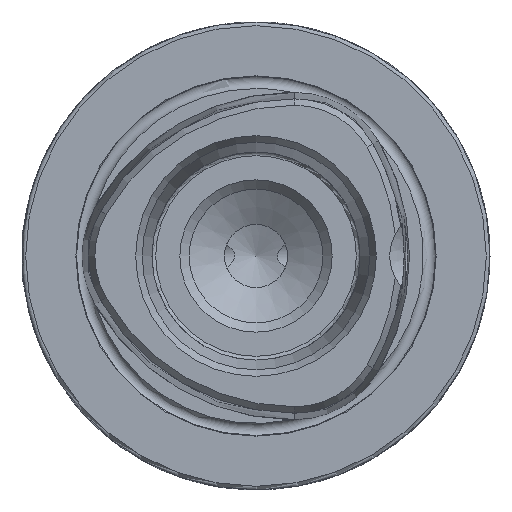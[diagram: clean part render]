
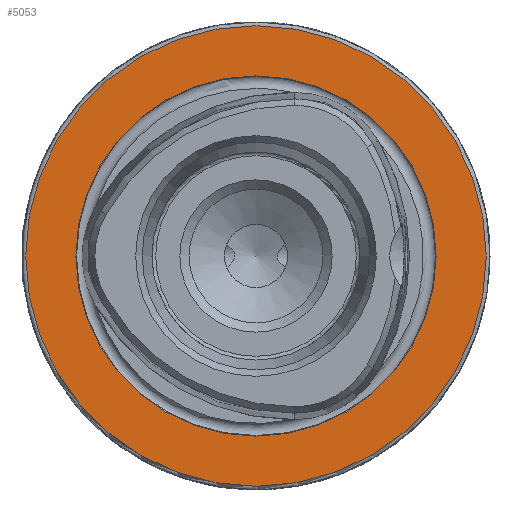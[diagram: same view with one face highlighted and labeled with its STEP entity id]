
A CAD part, left-side view. The second image highlights one B-rep face of the part: STEP entity #5053.
In plain terms, the highlighted planar face has unit normal (-1, 0, 0).
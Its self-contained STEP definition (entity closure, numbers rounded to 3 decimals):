
#8 = EDGE_CURVE ( 'NONE', #28, #28, #5961, .T. ) ;
#28 = VERTEX_POINT ( 'NONE', #8013 ) ;
#690 = AXIS2_PLACEMENT_3D ( 'NONE', #6565, #2678, #8758 ) ;
#873 = CARTESIAN_POINT ( 'NONE',  ( 0., 0., 24.25 ) ) ;
#1240 = DIRECTION ( 'NONE',  ( -1., 0., 0. ) ) ;
#1816 = VERTEX_POINT ( 'NONE', #873 ) ;
#2595 = DIRECTION ( 'NONE',  ( -1., 0., 0. ) ) ;
#2678 = DIRECTION ( 'NONE',  ( 1., 0., 0. ) ) ;
#2804 = AXIS2_PLACEMENT_3D ( 'NONE', #8115, #1240, #4514 ) ;
#2869 = PLANE ( 'NONE',  #690 ) ;
#4246 = EDGE_CURVE ( 'NONE', #1816, #1816, #7168, .T. ) ;
#4514 = DIRECTION ( 'NONE',  ( 0., 0., 1. ) ) ;
#5053 = ADVANCED_FACE ( 'NONE', ( #9352, #6122 ), #2869, .F. ) ;
#5429 = ORIENTED_EDGE ( 'NONE', *, *, #4246, .F. ) ;
#5961 = CIRCLE ( 'NONE', #8747, 31. ) ;
#6122 = FACE_OUTER_BOUND ( 'NONE', #8900, .T. ) ;
#6565 = CARTESIAN_POINT ( 'NONE',  ( 0., 24.25, 0. ) ) ;
#7168 = CIRCLE ( 'NONE', #2804, 24.25 ) ;
#8013 = CARTESIAN_POINT ( 'NONE',  ( 0., 0., 31. ) ) ;
#8115 = CARTESIAN_POINT ( 'NONE',  ( 0., 0., 0. ) ) ;
#8393 = DIRECTION ( 'NONE',  ( 0., 0., 1. ) ) ;
#8652 = EDGE_LOOP ( 'NONE', ( #5429 ) ) ;
#8747 = AXIS2_PLACEMENT_3D ( 'NONE', #10004, #2595, #8393 ) ;
#8758 = DIRECTION ( 'NONE',  ( 0., 0., -1. ) ) ;
#8900 = EDGE_LOOP ( 'NONE', ( #10600 ) ) ;
#9352 = FACE_BOUND ( 'NONE', #8652, .T. ) ;
#10004 = CARTESIAN_POINT ( 'NONE',  ( 0., 0., 0. ) ) ;
#10600 = ORIENTED_EDGE ( 'NONE', *, *, #8, .T. ) ;
